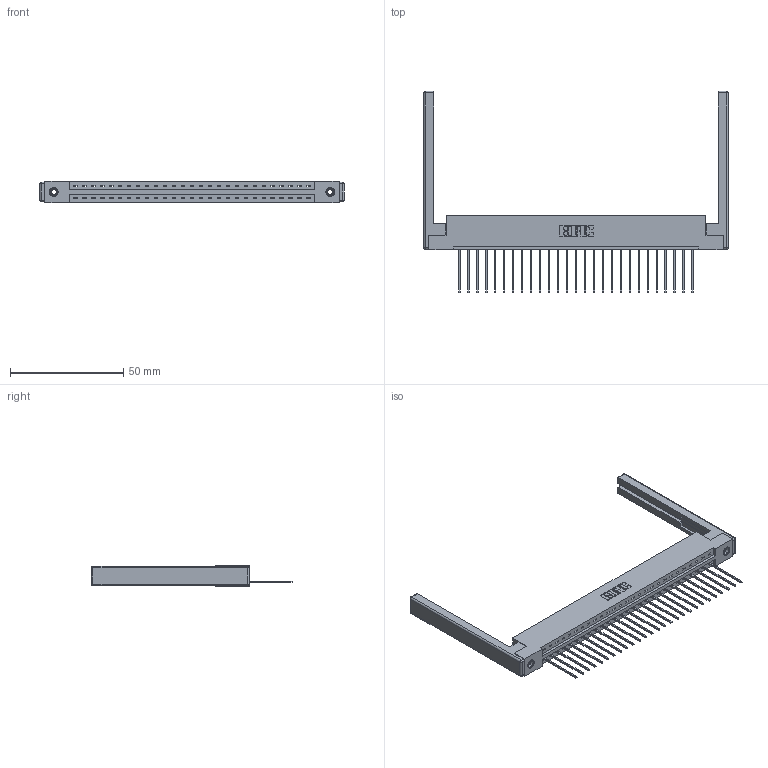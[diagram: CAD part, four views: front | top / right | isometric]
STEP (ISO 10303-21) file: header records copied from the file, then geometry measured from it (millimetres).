
FILE_DESCRIPTION (( 'STEP AP203' ), '1' );
FILE_NAME ('337-027-541-168.STEP', '2019-09-30T19:56:48', ( '' ), ( '' ), 'SwSTEP 2.0', 'SolidWorks 2016', '' );
FILE_SCHEMA (( 'CONFIG_CONTROL_DESIGN' ));
Length unit declared in the file: inch
Products named in the file (5): 307-220-068; 337-027-541-168; 345-250-001_345-250-001-102; 337 Part_Flush Mounting Lugs - 0.156 Dia-TI; 345-292-001_345-293-141
Assembly tree (32 placements, depth 2):
  337-027-541-168
    337 Part_Flush Mounting Lugs - 0.156 Dia-TI
    345-292-001_345-293-141  x27
    345-250-001_345-250-001-102  x2
    307-220-068  x2
Bounding box: 134.42 x 89.03 x 9.4 mm (x, y, z)
Volume: 18263 mm3; surface area: 18891.9 mm2
Topology: 32 solids, 32 shells, 1942 faces, 5777 edges, 3794 vertices
Faces by surface type: plane 1400, cylinder 518, cone 12, sphere 8, torus 4
Entity records: 24788 total; most frequent: CARTESIAN_POINT 4272, ORIENTED_EDGE 4224, DIRECTION 3700, EDGE_CURVE 2112, LINE 1934, VECTOR 1934, VERTEX_POINT 1398, AXIS2_PLACEMENT_3D 883
